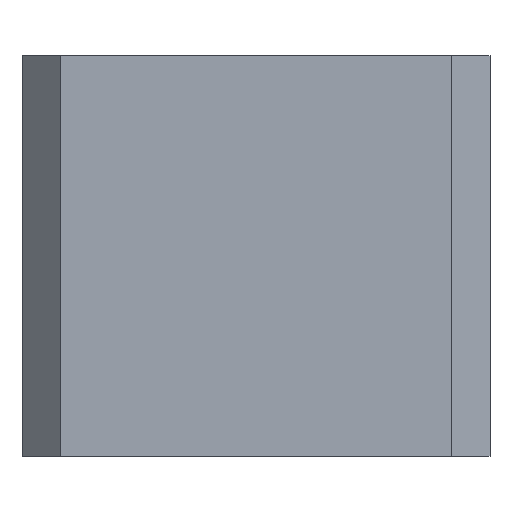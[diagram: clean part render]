
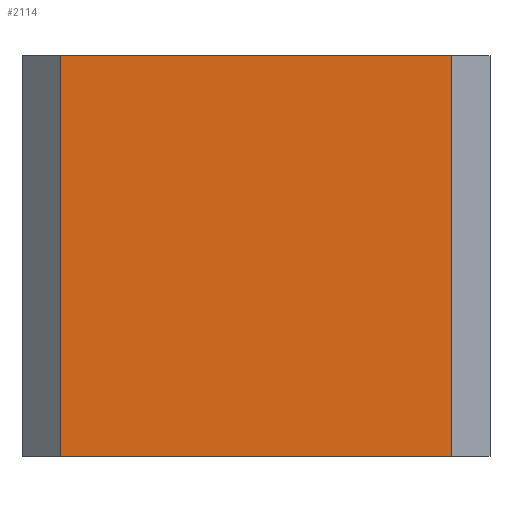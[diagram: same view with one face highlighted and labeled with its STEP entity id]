
A CAD part, front view. The second image highlights one B-rep face of the part: STEP entity #2114.
In plain terms, the highlighted planar face has unit normal (0, -1, 0).
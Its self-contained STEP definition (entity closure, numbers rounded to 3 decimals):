
#121 = VECTOR ( 'NONE', #4850, 1000. ) ;
#451 = AXIS2_PLACEMENT_3D ( 'NONE', #2748, #1209, #4275 ) ;
#532 = PLANE ( 'NONE',  #451 ) ;
#1109 = DIRECTION ( 'NONE',  ( 0., 0., -1. ) ) ;
#1126 = ORIENTED_EDGE ( 'NONE', *, *, #3539, .F. ) ;
#1209 = DIRECTION ( 'NONE',  ( 0., 1., 0. ) ) ;
#1534 = CARTESIAN_POINT ( 'NONE',  ( 3., -87., 0. ) ) ;
#1551 = ORIENTED_EDGE ( 'NONE', *, *, #4781, .T. ) ;
#1856 = CARTESIAN_POINT ( 'NONE',  ( 136., -87., 136. ) ) ;
#1910 = ORIENTED_EDGE ( 'NONE', *, *, #4862, .T. ) ;
#1925 = DIRECTION ( 'NONE',  ( 1., 0., 0. ) ) ;
#1957 = VERTEX_POINT ( 'NONE', #1534 ) ;
#2114 = ADVANCED_FACE ( 'NONE', ( #4721 ), #532, .F. ) ;
#2135 = EDGE_LOOP ( 'NONE', ( #2993, #1551, #1126, #1910 ) ) ;
#2154 = LINE ( 'NONE', #3706, #121 ) ;
#2397 = VECTOR ( 'NONE', #4079, 1000. ) ;
#2602 = LINE ( 'NONE', #2979, #3533 ) ;
#2667 = VECTOR ( 'NONE', #1925, 1000. ) ;
#2748 = CARTESIAN_POINT ( 'NONE',  ( -10., -87., 136. ) ) ;
#2979 = CARTESIAN_POINT ( 'NONE',  ( 3., -87., 136. ) ) ;
#2993 = ORIENTED_EDGE ( 'NONE', *, *, #3044, .T. ) ;
#3044 = EDGE_CURVE ( 'NONE', #1957, #4619, #2154, .T. ) ;
#3258 = CARTESIAN_POINT ( 'NONE',  ( 3., -87., 136. ) ) ;
#3533 = VECTOR ( 'NONE', #1109, 1000. ) ;
#3539 = EDGE_CURVE ( 'NONE', #3782, #4487, #4540, .T. ) ;
#3706 = CARTESIAN_POINT ( 'NONE',  ( -10., -87., 0. ) ) ;
#3782 = VERTEX_POINT ( 'NONE', #3258 ) ;
#3978 = CARTESIAN_POINT ( 'NONE',  ( 136., -87., 0. ) ) ;
#4026 = LINE ( 'NONE', #4826, #2397 ) ;
#4079 = DIRECTION ( 'NONE',  ( 0., 0., 1. ) ) ;
#4173 = CARTESIAN_POINT ( 'NONE',  ( -10., -87., 136. ) ) ;
#4275 = DIRECTION ( 'NONE',  ( 0., 0., 1. ) ) ;
#4487 = VERTEX_POINT ( 'NONE', #1856 ) ;
#4540 = LINE ( 'NONE', #4173, #2667 ) ;
#4619 = VERTEX_POINT ( 'NONE', #3978 ) ;
#4721 = FACE_OUTER_BOUND ( 'NONE', #2135, .T. ) ;
#4781 = EDGE_CURVE ( 'NONE', #4619, #4487, #4026, .T. ) ;
#4826 = CARTESIAN_POINT ( 'NONE',  ( 136., -87., 136. ) ) ;
#4850 = DIRECTION ( 'NONE',  ( 1., 0., 0. ) ) ;
#4862 = EDGE_CURVE ( 'NONE', #3782, #1957, #2602, .T. ) ;
